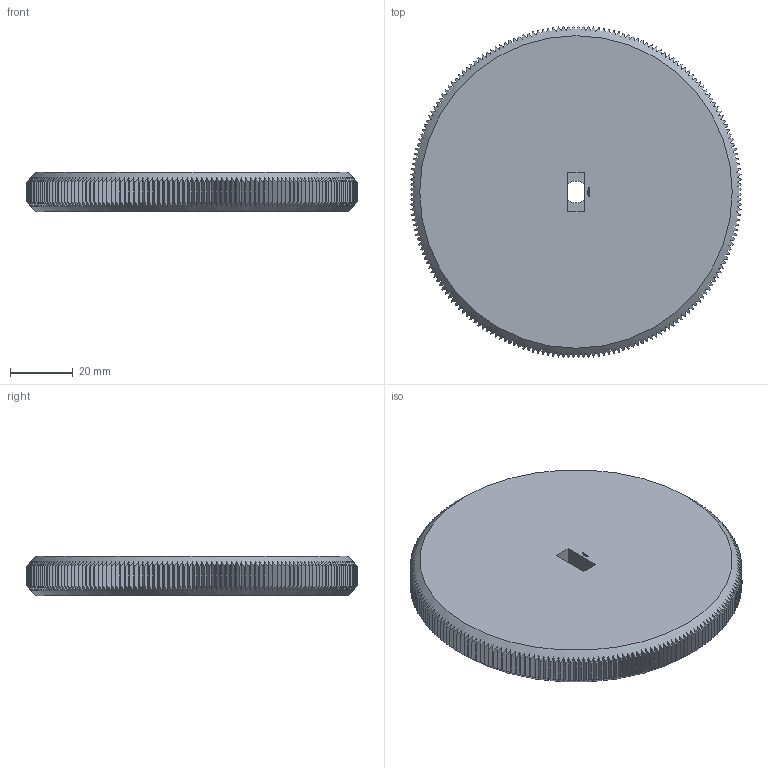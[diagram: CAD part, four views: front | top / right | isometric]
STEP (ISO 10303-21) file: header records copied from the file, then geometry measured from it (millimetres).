
FILE_DESCRIPTION(('FreeCAD Model'),'2;1');
FILE_NAME('Open CASCADE Shape Model','2024-01-03T19:08:36',(''),(''), 'Open CASCADE STEP processor 7.6','FreeCAD','Unknown');
FILE_SCHEMA(('AUTOMOTIVE_DESIGN { 1 0 10303 214 1 1 1 1 }'));
Products named in the file (1): Knob KNR BVD SCR ISR BU01.00x08.50 - SPN-KNB-0029 (stemfie.org)
Bounding box: 106.24 x 106.24 x 12.5 mm (x, y, z)
Volume: 105304 mm3; surface area: 23265.7 mm2
Topology: 1 solids, 1 shells, 1117 faces, 3240 edges, 2158 vertices
Faces by surface type: plane 727, cylinder 206, extrusion 180, cone 4
Entity records: 82214 total; most frequent: CARTESIAN_POINT 18908, DIRECTION 11470, ORIENTED_EDGE 6480, PCURVE 6480, DEFINITIONAL_REPRESENTATION 6480, VECTOR 6298, LINE 6118, EDGE_CURVE 3240
